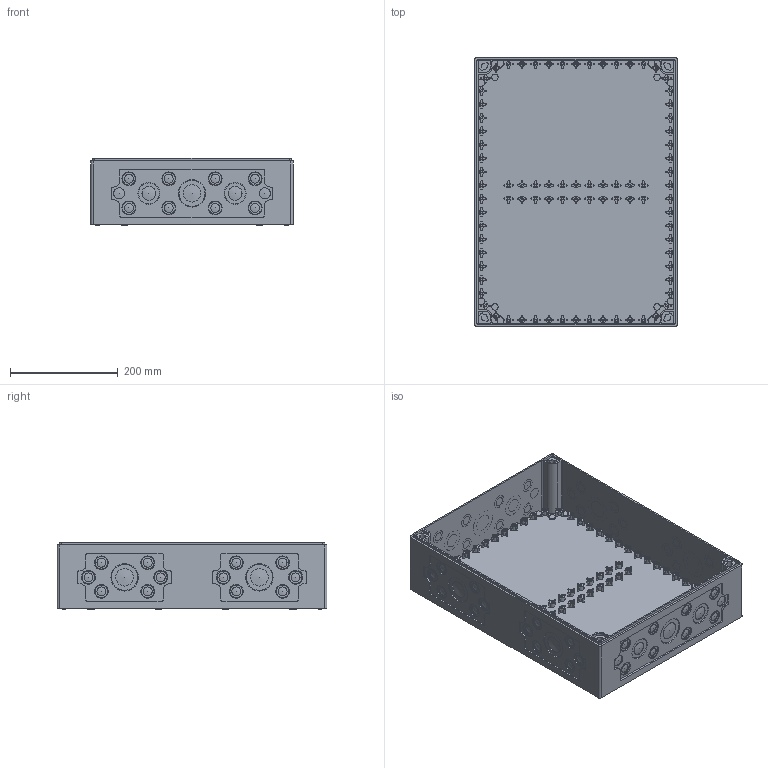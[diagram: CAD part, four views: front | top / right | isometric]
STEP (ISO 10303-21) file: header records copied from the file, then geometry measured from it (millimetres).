
FILE_DESCRIPTION( ( 'STEP AP214' ), '1' );
FILE_NAME( 'u_ci45e.stp', '2021-04-09T07:40:14', ( 'License CC BY-ND 4.0' ), ( 'CADENAS' ), ' ', 'PARTsolutions', ' ' );
FILE_SCHEMA( ( 'AUTOMOTIVE_DESIGN { 1 0 10303 214 1 1 1 1 }' ) );
Length unit declared in the file: millimetre
Products named in the file (1): _001893
Bounding box: 375 x 500 x 125 mm (x, y, z)
Volume: 3136449.3 mm3; surface area: 855691.4 mm2
Topology: 1 solids, 1 shells, 1966 faces, 4992 edges, 3332 vertices
Faces by surface type: plane 982, cylinder 778, cone 98, torus 50, bspline 36, sphere 22
Full cylindrical faces by diameter (mm): 4.1 x84, 6 x12, 9.38 x4, 10 x4, 12 x12, 32.3 x6
Entity records: 73832 total; most frequent: CARTESIAN_POINT 10737, DIRECTION 10266, ORIENTED_EDGE 9072, EDGE_CURVE 4536, AXIS2_PLACEMENT_3D 3799, VERTEX_POINT 3262, LINE 2668, VECTOR 2668
